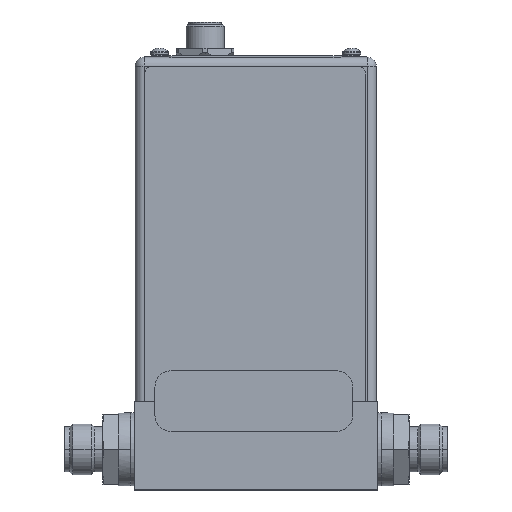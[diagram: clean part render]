
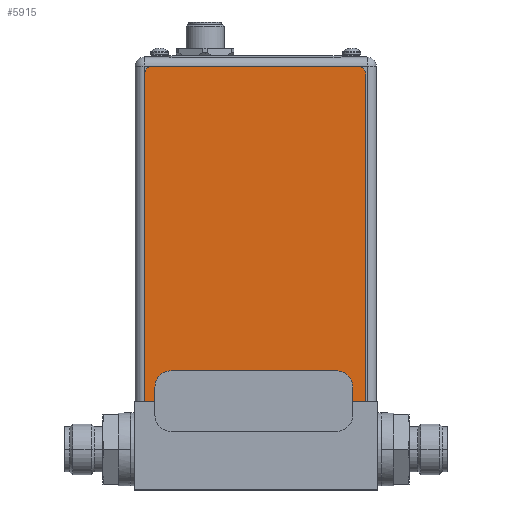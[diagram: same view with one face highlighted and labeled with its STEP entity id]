
A CAD part, top view. The second image highlights one B-rep face of the part: STEP entity #5915.
In plain terms, the highlighted planar face has unit normal (0, 0, 1).
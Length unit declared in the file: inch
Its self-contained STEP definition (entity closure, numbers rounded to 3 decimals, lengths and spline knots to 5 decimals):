
#5736=DIRECTION('',(0.,1.,0.));
#5737=VECTOR('',#5736,4.04);
#5738=CARTESIAN_POINT('',(2.73,0.,0.004));
#5739=LINE('',#5738,#5737);
#5744=DIRECTION('',(1.,0.,0.));
#5745=VECTOR('',#5744,2.73);
#5746=CARTESIAN_POINT('',(0.,0.,0.004));
#5747=LINE('',#5746,#5745);
#5748=DIRECTION('',(0.,-1.,0.));
#5749=VECTOR('',#5748,4.04);
#5750=CARTESIAN_POINT('',(0.,4.04,0.004));
#5751=LINE('',#5750,#5749);
#5760=DIRECTION('',(-1.,0.,0.));
#5761=VECTOR('',#5760,2.53);
#5762=CARTESIAN_POINT('',(2.63,4.14,0.004));
#5763=LINE('',#5762,#5761);
#5764=CARTESIAN_POINT('',(2.63,4.04,0.004));
#5765=DIRECTION('',(0.,0.,-1.));
#5766=DIRECTION('',(0.,1.,0.));
#5767=AXIS2_PLACEMENT_3D('',#5764,#5765,#5766);
#5769=CARTESIAN_POINT('',(0.1,4.04,0.004));
#5770=DIRECTION('',(0.,0.,-1.));
#5771=DIRECTION('',(-1.,0.,0.));
#5772=AXIS2_PLACEMENT_3D('',#5769,#5770,#5771);
#5786=CARTESIAN_POINT('',(2.73,4.04,0.004));
#5787=VERTEX_POINT('',#5786);
#5788=CARTESIAN_POINT('',(2.63,4.14,0.004));
#5789=VERTEX_POINT('',#5788);
#5790=CARTESIAN_POINT('',(2.73,0.,0.004));
#5791=VERTEX_POINT('',#5790);
#5792=CARTESIAN_POINT('',(0.,0.,0.004));
#5793=VERTEX_POINT('',#5792);
#5794=CARTESIAN_POINT('',(0.,4.04,0.004));
#5795=VERTEX_POINT('',#5794);
#5796=CARTESIAN_POINT('',(0.1,4.14,0.004));
#5797=VERTEX_POINT('',#5796);
#5902=CARTESIAN_POINT('',(0.,0.,0.004));
#5903=DIRECTION('',(0.,0.,1.));
#5904=DIRECTION('',(1.,0.,0.));
#5905=AXIS2_PLACEMENT_3D('',#5902,#5903,#5904);
#5906=PLANE('',#5905);
#5907=ORIENTED_EDGE('',*,*,#5826,.T.);
#5908=ORIENTED_EDGE('',*,*,#5842,.F.);
#5909=ORIENTED_EDGE('',*,*,#5855,.F.);
#5910=ORIENTED_EDGE('',*,*,#5868,.F.);
#5911=ORIENTED_EDGE('',*,*,#5883,.T.);
#5912=ORIENTED_EDGE('',*,*,#5895,.F.);
#5913=EDGE_LOOP('',(#5907,#5908,#5909,#5910,#5911,#5912));
#5914=FACE_OUTER_BOUND('',#5913,.F.);
#5915=ADVANCED_FACE('',(#5914),#5906,.T.);
#5768=CIRCLE('',#5767,0.1);
#5773=CIRCLE('',#5772,0.1);
#5826=EDGE_CURVE('',#5789,#5787,#5768,.T.);
#5842=EDGE_CURVE('',#5791,#5787,#5739,.T.);
#5855=EDGE_CURVE('',#5793,#5791,#5747,.T.);
#5868=EDGE_CURVE('',#5795,#5793,#5751,.T.);
#5883=EDGE_CURVE('',#5795,#5797,#5773,.T.);
#5895=EDGE_CURVE('',#5789,#5797,#5763,.T.);
